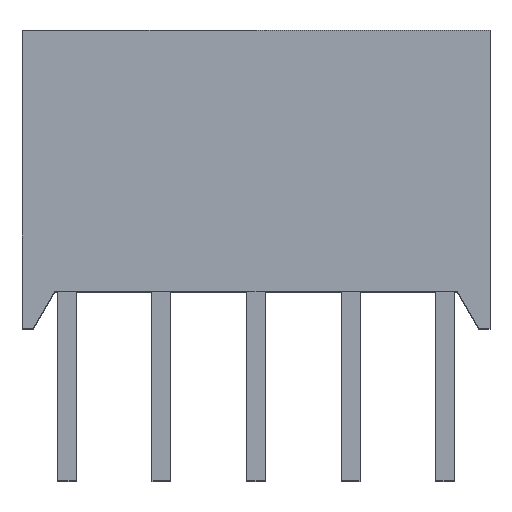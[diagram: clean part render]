
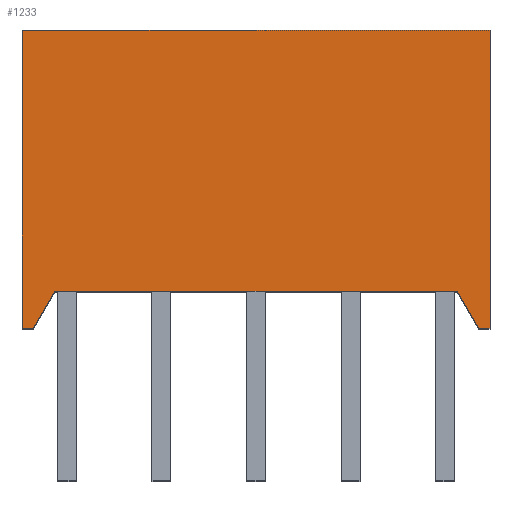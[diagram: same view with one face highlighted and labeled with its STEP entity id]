
A CAD part, top view. The second image highlights one B-rep face of the part: STEP entity #1233.
In plain terms, the highlighted planar face has unit normal (0, 0, 1).
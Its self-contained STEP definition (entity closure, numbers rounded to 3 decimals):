
#25 = VERTEX_POINT ( 'NONE', #383 ) ;
#52 = EDGE_CURVE ( 'NONE', #994, #396, #386, .T. ) ;
#100 = LINE ( 'NONE', #2655, #923 ) ;
#228 = DIRECTION ( 'NONE',  ( -1., 0., 0. ) ) ;
#242 = LINE ( 'NONE', #1945, #2367 ) ;
#254 = DIRECTION ( 'NONE',  ( -1., 0., 0. ) ) ;
#257 = EDGE_CURVE ( 'NONE', #2256, #2192, #490, .T. ) ;
#265 = ORIENTED_EDGE ( 'NONE', *, *, #311, .F. ) ;
#311 = EDGE_CURVE ( 'NONE', #1157, #2256, #100, .T. ) ;
#354 = ORIENTED_EDGE ( 'NONE', *, *, #1940, .F. ) ;
#383 = CARTESIAN_POINT ( 'NONE',  ( -6.287, -8., 8.51 ) ) ;
#386 = LINE ( 'NONE', #1910, #1588 ) ;
#396 = VERTEX_POINT ( 'NONE', #723 ) ;
#488 = VERTEX_POINT ( 'NONE', #2033 ) ;
#490 = LINE ( 'NONE', #2168, #700 ) ;
#536 = ORIENTED_EDGE ( 'NONE', *, *, #52, .F. ) ;
#547 = CARTESIAN_POINT ( 'NONE',  ( 6.287, -8., 8.51 ) ) ;
#549 = LINE ( 'NONE', #962, #1592 ) ;
#586 = CARTESIAN_POINT ( 'NONE',  ( -6.287, 0., 8.51 ) ) ;
#700 = VECTOR ( 'NONE', #254, 1000. ) ;
#723 = CARTESIAN_POINT ( 'NONE',  ( -5.987, -8., 8.51 ) ) ;
#769 = CARTESIAN_POINT ( 'NONE',  ( 5.409, -7., 8.51 ) ) ;
#805 = DIRECTION ( 'NONE',  ( 0., 0., -1. ) ) ;
#819 = VERTEX_POINT ( 'NONE', #2000 ) ;
#832 = FACE_OUTER_BOUND ( 'NONE', #1348, .T. ) ;
#923 = VECTOR ( 'NONE', #1564, 1000. ) ;
#962 = CARTESIAN_POINT ( 'NONE',  ( -5.409, -7., 8.51 ) ) ;
#994 = VERTEX_POINT ( 'NONE', #1300 ) ;
#1001 = PLANE ( 'NONE',  #2102 ) ;
#1004 = EDGE_CURVE ( 'NONE', #1157, #488, #242, .T. ) ;
#1023 = CARTESIAN_POINT ( 'NONE',  ( 6.287, -8., 8.51 ) ) ;
#1048 = ORIENTED_EDGE ( 'NONE', *, *, #1623, .F. ) ;
#1157 = VERTEX_POINT ( 'NONE', #1842 ) ;
#1208 = LINE ( 'NONE', #769, #1655 ) ;
#1233 = ADVANCED_FACE ( 'NONE', ( #832 ), #1001, .F. ) ;
#1234 = DIRECTION ( 'NONE',  ( 0., -1., 0. ) ) ;
#1256 = ORIENTED_EDGE ( 'NONE', *, *, #1855, .F. ) ;
#1257 = LINE ( 'NONE', #1023, #2760 ) ;
#1272 = EDGE_CURVE ( 'NONE', #488, #25, #1673, .T. ) ;
#1300 = CARTESIAN_POINT ( 'NONE',  ( -5.409, -7., 8.51 ) ) ;
#1348 = EDGE_LOOP ( 'NONE', ( #354, #536, #1256, #1048, #1878, #265, #2153, #1717 ) ) ;
#1392 = DIRECTION ( 'NONE',  ( -1., 0., 0. ) ) ;
#1427 = DIRECTION ( 'NONE',  ( -0.5, 0.866, 0. ) ) ;
#1564 = DIRECTION ( 'NONE',  ( 0., -1., 0. ) ) ;
#1588 = VECTOR ( 'NONE', #2121, 1000. ) ;
#1592 = VECTOR ( 'NONE', #1392, 1000. ) ;
#1623 = EDGE_CURVE ( 'NONE', #2192, #819, #1208, .T. ) ;
#1655 = VECTOR ( 'NONE', #1427, 1000. ) ;
#1673 = LINE ( 'NONE', #586, #2542 ) ;
#1717 = ORIENTED_EDGE ( 'NONE', *, *, #1272, .T. ) ;
#1842 = CARTESIAN_POINT ( 'NONE',  ( 6.287, 0., 8.51 ) ) ;
#1843 = CARTESIAN_POINT ( 'NONE',  ( 5.987, -8., 8.51 ) ) ;
#1855 = EDGE_CURVE ( 'NONE', #819, #994, #549, .T. ) ;
#1856 = CARTESIAN_POINT ( 'NONE',  ( 6.287, 0., 8.51 ) ) ;
#1875 = DIRECTION ( 'NONE',  ( -1., 0., 0. ) ) ;
#1878 = ORIENTED_EDGE ( 'NONE', *, *, #257, .F. ) ;
#1910 = CARTESIAN_POINT ( 'NONE',  ( -5.987, -8., 8.51 ) ) ;
#1940 = EDGE_CURVE ( 'NONE', #396, #25, #1257, .T. ) ;
#1945 = CARTESIAN_POINT ( 'NONE',  ( 6.287, 0., 8.51 ) ) ;
#2000 = CARTESIAN_POINT ( 'NONE',  ( 5.409, -7., 8.51 ) ) ;
#2033 = CARTESIAN_POINT ( 'NONE',  ( -6.287, 0., 8.51 ) ) ;
#2102 = AXIS2_PLACEMENT_3D ( 'NONE', #1856, #805, #2710 ) ;
#2121 = DIRECTION ( 'NONE',  ( -0.5, -0.866, 0. ) ) ;
#2153 = ORIENTED_EDGE ( 'NONE', *, *, #1004, .T. ) ;
#2168 = CARTESIAN_POINT ( 'NONE',  ( 6.287, -8., 8.51 ) ) ;
#2192 = VERTEX_POINT ( 'NONE', #1843 ) ;
#2256 = VERTEX_POINT ( 'NONE', #547 ) ;
#2367 = VECTOR ( 'NONE', #228, 1000. ) ;
#2542 = VECTOR ( 'NONE', #1234, 1000. ) ;
#2655 = CARTESIAN_POINT ( 'NONE',  ( 6.287, 0., 8.51 ) ) ;
#2710 = DIRECTION ( 'NONE',  ( 0., 1., 0. ) ) ;
#2760 = VECTOR ( 'NONE', #1875, 1000. ) ;
